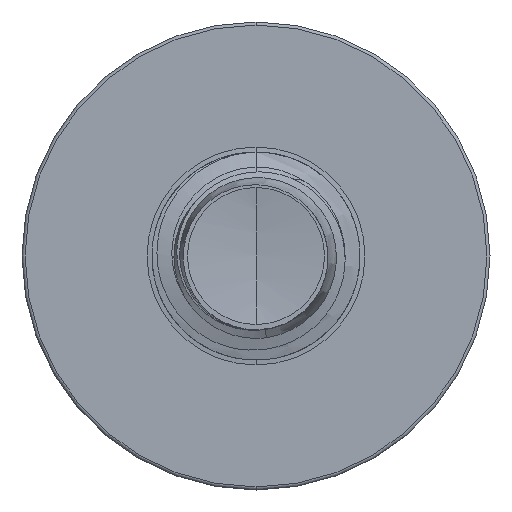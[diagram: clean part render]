
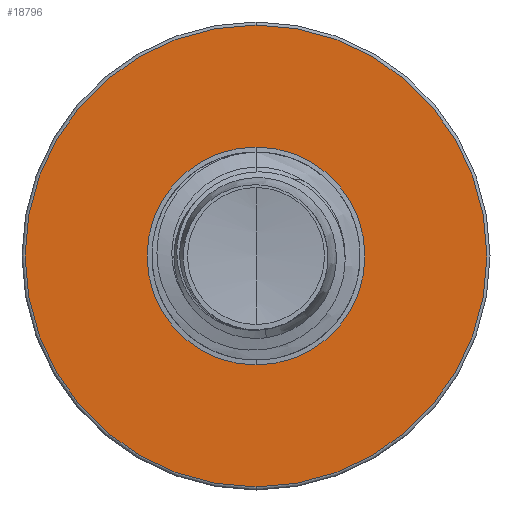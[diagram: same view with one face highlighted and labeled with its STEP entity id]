
A CAD part, front view. The second image highlights one B-rep face of the part: STEP entity #18796.
In plain terms, the highlighted planar face has unit normal (0, -1, 0).
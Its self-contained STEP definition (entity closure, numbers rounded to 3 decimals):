
#708 = CARTESIAN_POINT ( 'NONE',  ( 0., 40., 0. ) ) ;
#1132 = DIRECTION ( 'NONE',  ( 0., 0., 1. ) ) ;
#1667 = CIRCLE ( 'NONE', #37487, 4.192 ) ;
#3348 = EDGE_CURVE ( 'NONE', #28691, #11656, #1667, .T. ) ;
#3531 = VERTEX_POINT ( 'NONE', #4675 ) ;
#4077 = EDGE_LOOP ( 'NONE', ( #19992, #20645 ) ) ;
#4514 = DIRECTION ( 'NONE',  ( 0., 0., 1. ) ) ;
#4526 = DIRECTION ( 'NONE',  ( 0., 0., 1. ) ) ;
#4567 = DIRECTION ( 'NONE',  ( 0., 1., 0. ) ) ;
#4609 = CARTESIAN_POINT ( 'NONE',  ( 0., 40., 0. ) ) ;
#4675 = CARTESIAN_POINT ( 'NONE',  ( 0., 40., -8.88 ) ) ;
#5382 = DIRECTION ( 'NONE',  ( 0., 1., 0. ) ) ;
#6441 = EDGE_LOOP ( 'NONE', ( #20991, #21369 ) ) ;
#7582 = AXIS2_PLACEMENT_3D ( 'NONE', #38496, #21045, #1132 ) ;
#7678 = PLANE ( 'NONE',  #11721 ) ;
#10933 = CARTESIAN_POINT ( 'NONE',  ( 0., 40., -4.192 ) ) ;
#11656 = VERTEX_POINT ( 'NONE', #28571 ) ;
#11721 = AXIS2_PLACEMENT_3D ( 'NONE', #10933, #31849, #14247 ) ;
#13507 = CIRCLE ( 'NONE', #7582, 8.88 ) ;
#13840 = AXIS2_PLACEMENT_3D ( 'NONE', #24381, #5382, #27264 ) ;
#14247 = DIRECTION ( 'NONE',  ( 0., 0., 1. ) ) ;
#18796 = ADVANCED_FACE ( 'NONE', ( #24918, #39575 ), #7678, .F. ) ;
#19107 = EDGE_CURVE ( 'NONE', #3531, #30008, #38548, .T. ) ;
#19296 = AXIS2_PLACEMENT_3D ( 'NONE', #708, #23709, #4526 ) ;
#19992 = ORIENTED_EDGE ( 'NONE', *, *, #27731, .F. ) ;
#20645 = ORIENTED_EDGE ( 'NONE', *, *, #19107, .F. ) ;
#20991 = ORIENTED_EDGE ( 'NONE', *, *, #21086, .T. ) ;
#21045 = DIRECTION ( 'NONE',  ( 0., 1., 0. ) ) ;
#21086 = EDGE_CURVE ( 'NONE', #11656, #28691, #32883, .T. ) ;
#21369 = ORIENTED_EDGE ( 'NONE', *, *, #3348, .T. ) ;
#21902 = CARTESIAN_POINT ( 'NONE',  ( 0., 40., 8.88 ) ) ;
#23709 = DIRECTION ( 'NONE',  ( 0., 1., 0. ) ) ;
#24381 = CARTESIAN_POINT ( 'NONE',  ( 0., 40., 0. ) ) ;
#24918 = FACE_OUTER_BOUND ( 'NONE', #4077, .T. ) ;
#27264 = DIRECTION ( 'NONE',  ( 0., 0., 1. ) ) ;
#27731 = EDGE_CURVE ( 'NONE', #30008, #3531, #13507, .T. ) ;
#28571 = CARTESIAN_POINT ( 'NONE',  ( 0., 40., 4.192 ) ) ;
#28691 = VERTEX_POINT ( 'NONE', #39619 ) ;
#30008 = VERTEX_POINT ( 'NONE', #21902 ) ;
#31849 = DIRECTION ( 'NONE',  ( 0., 1., 0. ) ) ;
#32883 = CIRCLE ( 'NONE', #19296, 4.192 ) ;
#37487 = AXIS2_PLACEMENT_3D ( 'NONE', #4609, #4567, #4514 ) ;
#38496 = CARTESIAN_POINT ( 'NONE',  ( 0., 40., 0. ) ) ;
#38548 = CIRCLE ( 'NONE', #13840, 8.88 ) ;
#39575 = FACE_BOUND ( 'NONE', #6441, .T. ) ;
#39619 = CARTESIAN_POINT ( 'NONE',  ( 0., 40., -4.192 ) ) ;
